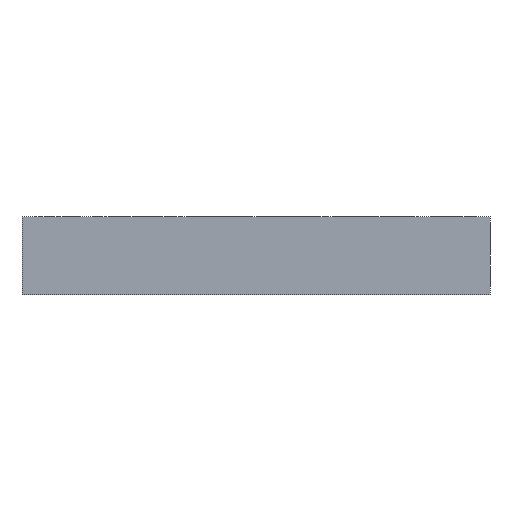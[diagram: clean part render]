
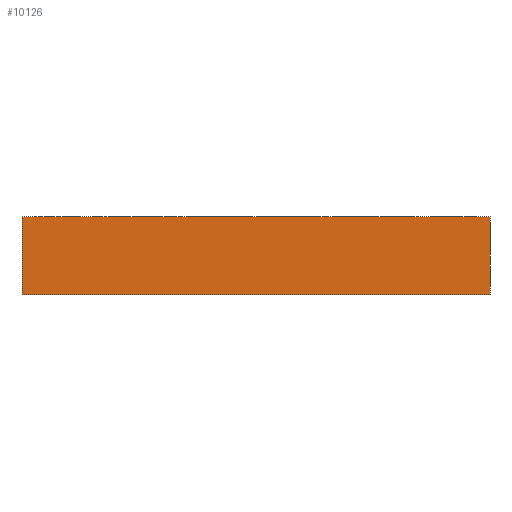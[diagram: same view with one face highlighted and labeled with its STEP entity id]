
A CAD part, left-side view. The second image highlights one B-rep face of the part: STEP entity #10126.
In plain terms, the highlighted planar face has unit normal (-1, 0, 0).
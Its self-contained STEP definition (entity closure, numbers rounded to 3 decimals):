
#1242=FACE_OUTER_BOUND('',#1792,.T.);
#1792=EDGE_LOOP('',(#8752,#8753,#8754,#8755));
#2796=LINE('',#17268,#3762);
#2797=LINE('',#17270,#3763);
#2798=LINE('',#17272,#3764);
#2799=LINE('',#17273,#3765);
#3762=VECTOR('',#12896,10.);
#3763=VECTOR('',#12897,10.);
#3764=VECTOR('',#12898,10.);
#3765=VECTOR('',#12899,10.);
#4728=VERTEX_POINT('',#17266);
#4729=VERTEX_POINT('',#17267);
#4730=VERTEX_POINT('',#17269);
#4731=VERTEX_POINT('',#17271);
#6124=EDGE_CURVE('',#4728,#4729,#2796,.T.);
#6125=EDGE_CURVE('',#4729,#4730,#2797,.T.);
#6126=EDGE_CURVE('',#4731,#4730,#2798,.T.);
#6127=EDGE_CURVE('',#4728,#4731,#2799,.T.);
#8752=ORIENTED_EDGE('',*,*,#6124,.T.);
#8753=ORIENTED_EDGE('',*,*,#6125,.T.);
#8754=ORIENTED_EDGE('',*,*,#6126,.F.);
#8755=ORIENTED_EDGE('',*,*,#6127,.F.);
#9227=PLANE('',#10740);
#10126=ADVANCED_FACE('',(#1242),#9227,.T.);
#10740=AXIS2_PLACEMENT_3D('',#17265,#12894,#12895);
#12894=DIRECTION('center_axis',(-1.,0.,0.));
#12895=DIRECTION('ref_axis',(0.,-1.,0.));
#12896=DIRECTION('',(0.,-1.,0.));
#12897=DIRECTION('',(0.,0.,1.));
#12898=DIRECTION('',(0.,-1.,0.));
#12899=DIRECTION('',(0.,0.,1.));
#17265=CARTESIAN_POINT('Origin',(0.,152.4,0.));
#17266=CARTESIAN_POINT('',(0.,152.4,0.));
#17267=CARTESIAN_POINT('',(0.,0.,0.));
#17268=CARTESIAN_POINT('',(0.,152.4,0.));
#17269=CARTESIAN_POINT('',(0.,0.,25.4));
#17270=CARTESIAN_POINT('',(0.,0.,0.));
#17271=CARTESIAN_POINT('',(0.,152.4,25.4));
#17272=CARTESIAN_POINT('',(0.,152.4,25.4));
#17273=CARTESIAN_POINT('',(0.,152.4,0.));
